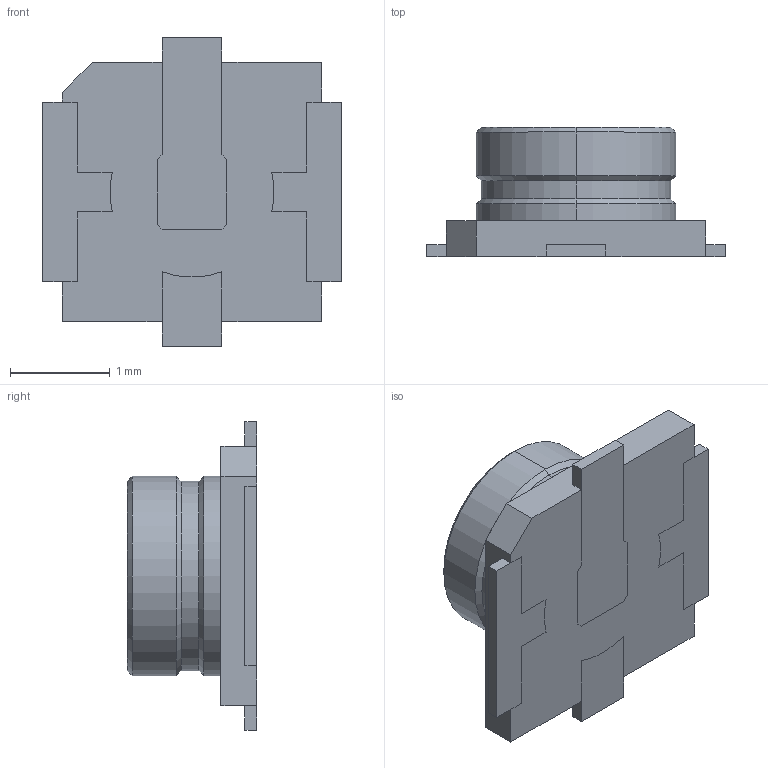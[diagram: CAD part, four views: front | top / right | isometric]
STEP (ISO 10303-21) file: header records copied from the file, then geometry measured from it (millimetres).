
FILE_DESCRIPTION (( 'STEP AP214' ), '1' );
FILE_NAME ('User Library-0734120110 - Molex - UMC Antenna Connector SMT.STEP', '2016-03-10T18:13:25', ( 'Windows User' ), ( '' ), 'SwSTEP 2.0', 'SolidWorks 2016', '' );
FILE_SCHEMA (( 'AUTOMOTIVE_DESIGN' ));
Length unit declared in the file: inch
Products named in the file (1): User Library-0734120110 - Molex - UMC Antenna Connector SMT
Bounding box: 3 x 1.3 x 3.1 mm (x, y, z)
Volume: 3.2 mm3; surface area: 31.7 mm2
Topology: 1 solids, 1 shells, 48 faces, 134 edges, 90 vertices
Faces by surface type: plane 29, cylinder 10, cone 8, sphere 1
Entity records: 2156 total; most frequent: CARTESIAN_POINT 268, ORIENTED_EDGE 262, DIRECTION 256, EDGE_CURVE 131, VECTOR 104, LINE 104, VERTEX_POINT 88, AXIS2_PLACEMENT_3D 76
